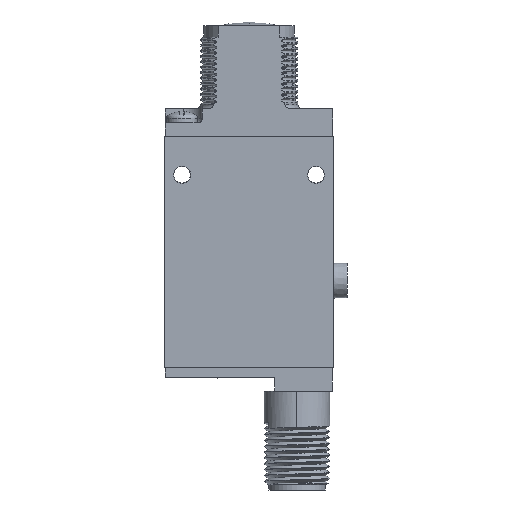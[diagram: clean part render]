
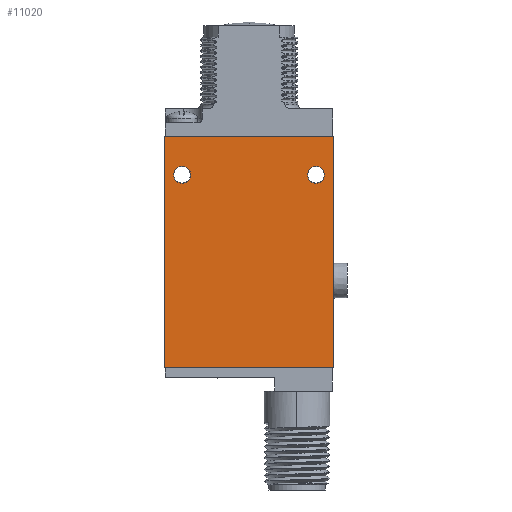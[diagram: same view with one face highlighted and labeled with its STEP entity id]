
A CAD part, left-side view. The second image highlights one B-rep face of the part: STEP entity #11020.
In plain terms, the highlighted planar face has unit normal (-1, 0, 0).
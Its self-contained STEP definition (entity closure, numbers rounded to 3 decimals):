
#1=DIRECTION('',(0.,-1.,0.));
#2=VECTOR('',#1,0.076);
#3=CARTESIAN_POINT('',(-6.02,-15.291,0.));
#4=LINE('',#3,#2);
#5=DIRECTION('',(0.,0.,-1.));
#6=VECTOR('',#5,42.164);
#7=CARTESIAN_POINT('',(-6.02,-15.367,0.));
#8=LINE('',#7,#6);
#9=DIRECTION('',(0.,1.,0.));
#10=VECTOR('',#9,30.785);
#11=CARTESIAN_POINT('',(-6.02,-15.367,-42.164));
#12=LINE('',#11,#10);
#13=DIRECTION('',(0.,0.,1.));
#14=VECTOR('',#13,42.164);
#15=CARTESIAN_POINT('',(-6.02,15.418,-42.164));
#16=LINE('',#15,#14);
#17=DIRECTION('',(0.,-1.,0.));
#18=VECTOR('',#17,0.127);
#19=CARTESIAN_POINT('',(-6.02,15.418,0.));
#20=LINE('',#19,#18);
#21=DIRECTION('',(0.,1.,0.));
#22=VECTOR('',#21,30.582);
#23=CARTESIAN_POINT('',(-6.02,-15.291,0.));
#24=LINE('',#23,#22);
#25=CARTESIAN_POINT('',(-6.02,12.243,-6.985));
#26=DIRECTION('',(1.,0.,0.));
#27=DIRECTION('',(0.,0.,-1.));
#28=AXIS2_PLACEMENT_3D('',#25,#26,#27);
#30=CARTESIAN_POINT('',(-6.02,12.243,-6.985));
#31=DIRECTION('',(1.,0.,0.));
#32=DIRECTION('',(0.,0.,1.));
#33=AXIS2_PLACEMENT_3D('',#30,#31,#32);
#35=CARTESIAN_POINT('',(-6.02,-12.192,-6.985));
#36=DIRECTION('',(1.,0.,0.));
#37=DIRECTION('',(0.,0.,-1.));
#38=AXIS2_PLACEMENT_3D('',#35,#36,#37);
#40=CARTESIAN_POINT('',(-6.02,-12.192,-6.985));
#41=DIRECTION('',(1.,0.,0.));
#42=DIRECTION('',(0.,0.,1.));
#43=AXIS2_PLACEMENT_3D('',#40,#41,#42);
#10124=CARTESIAN_POINT('',(-6.02,-15.367,0.));
#10125=CARTESIAN_POINT('',(-6.02,-15.367,-42.164));
#10126=VERTEX_POINT('',#10124);
#10127=VERTEX_POINT('',#10125);
#10128=CARTESIAN_POINT('',(-6.02,15.418,-42.164));
#10129=VERTEX_POINT('',#10128);
#10130=CARTESIAN_POINT('',(-6.02,15.418,0.));
#10131=VERTEX_POINT('',#10130);
#10140=CARTESIAN_POINT('',(-6.02,12.243,-8.535));
#10141=CARTESIAN_POINT('',(-6.02,12.243,-5.435));
#10142=VERTEX_POINT('',#10140);
#10143=VERTEX_POINT('',#10141);
#10144=CARTESIAN_POINT('',(-6.02,-12.192,-8.535));
#10145=CARTESIAN_POINT('',(-6.02,-12.192,-5.435));
#10146=VERTEX_POINT('',#10144);
#10147=VERTEX_POINT('',#10145);
#10601=CARTESIAN_POINT('',(-6.02,-15.291,0.));
#10602=CARTESIAN_POINT('',(-6.02,15.291,0.));
#10603=VERTEX_POINT('',#10601);
#10604=VERTEX_POINT('',#10602);
#10989=CARTESIAN_POINT('',(-6.02,-15.367,0.));
#10990=DIRECTION('',(1.,0.,0.));
#10991=DIRECTION('',(0.,0.,-1.));
#10992=AXIS2_PLACEMENT_3D('',#10989,#10990,#10991);
#10993=PLANE('',#10992);
#10995=ORIENTED_EDGE('',*,*,#10994,.T.);
#10997=ORIENTED_EDGE('',*,*,#10996,.T.);
#10999=ORIENTED_EDGE('',*,*,#10998,.T.);
#11001=ORIENTED_EDGE('',*,*,#11000,.T.);
#11003=ORIENTED_EDGE('',*,*,#11002,.T.);
#11005=ORIENTED_EDGE('',*,*,#11004,.F.);
#11006=EDGE_LOOP('',(#10995,#10997,#10999,#11001,#11003,#11005));
#11007=FACE_OUTER_BOUND('',#11006,.F.);
#11009=ORIENTED_EDGE('',*,*,#11008,.F.);
#11011=ORIENTED_EDGE('',*,*,#11010,.F.);
#11012=EDGE_LOOP('',(#11009,#11011));
#11013=FACE_BOUND('',#11012,.F.);
#11015=ORIENTED_EDGE('',*,*,#11014,.F.);
#11017=ORIENTED_EDGE('',*,*,#11016,.F.);
#11018=EDGE_LOOP('',(#11015,#11017));
#11019=FACE_BOUND('',#11018,.F.);
#11020=ADVANCED_FACE('',(#11007,#11013,#11019),#10993,.F.);
#29=CIRCLE('',#28,1.55);
#34=CIRCLE('',#33,1.55);
#39=CIRCLE('',#38,1.55);
#44=CIRCLE('',#43,1.55);
#10994=EDGE_CURVE('',#10603,#10126,#4,.T.);
#10996=EDGE_CURVE('',#10126,#10127,#8,.T.);
#10998=EDGE_CURVE('',#10127,#10129,#12,.T.);
#11000=EDGE_CURVE('',#10129,#10131,#16,.T.);
#11002=EDGE_CURVE('',#10131,#10604,#20,.T.);
#11004=EDGE_CURVE('',#10603,#10604,#24,.T.);
#11008=EDGE_CURVE('',#10142,#10143,#29,.T.);
#11010=EDGE_CURVE('',#10143,#10142,#34,.T.);
#11014=EDGE_CURVE('',#10146,#10147,#39,.T.);
#11016=EDGE_CURVE('',#10147,#10146,#44,.T.);
